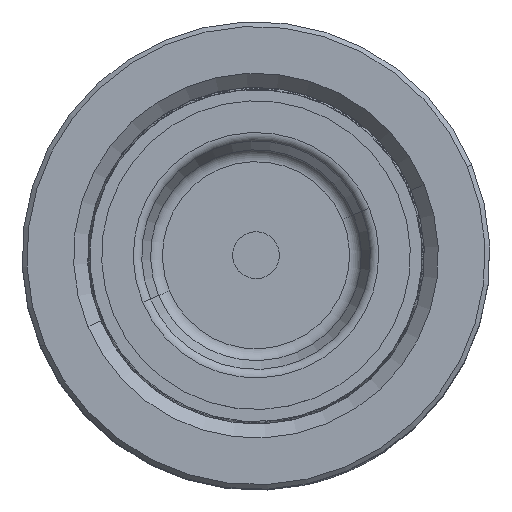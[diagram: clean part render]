
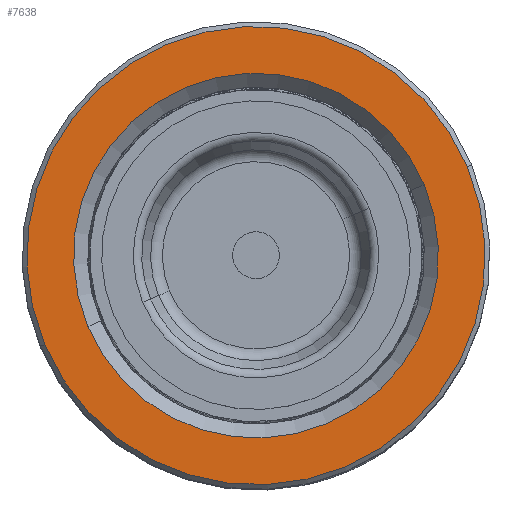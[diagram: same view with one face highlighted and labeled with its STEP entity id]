
A CAD part, top view. The second image highlights one B-rep face of the part: STEP entity #7638.
In plain terms, the highlighted planar face has unit normal (0, 0, 1).
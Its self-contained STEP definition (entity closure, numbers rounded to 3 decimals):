
#604 = DIRECTION ( 'NONE',  ( 1., 0., 0. ) ) ;
#2667 = VERTEX_POINT ( 'NONE', #41197 ) ;
#3086 = DIRECTION ( 'NONE',  ( 1., 0., 0. ) ) ;
#4780 = EDGE_CURVE ( 'NONE', #44722, #2667, #13702, .T. ) ;
#7638 = ADVANCED_FACE ( 'NONE', ( #17166, #17399 ), #13900, .T. ) ;
#10646 = CARTESIAN_POINT ( 'NONE',  ( 0., 0., 50. ) ) ;
#10813 = CIRCLE ( 'NONE', #16739, 24.5 ) ;
#12445 = EDGE_CURVE ( 'NONE', #30865, #40687, #21927, .T. ) ;
#13686 = EDGE_LOOP ( 'NONE', ( #45360, #41324 ) ) ;
#13702 = CIRCLE ( 'NONE', #23392, 24.5 ) ;
#13783 = CARTESIAN_POINT ( 'NONE',  ( 0., 0., 50. ) ) ;
#13900 = PLANE ( 'NONE',  #15148 ) ;
#15148 = AXIS2_PLACEMENT_3D ( 'NONE', #10646, #31595, #28116 ) ;
#15170 = AXIS2_PLACEMENT_3D ( 'NONE', #13783, #27532, #3086 ) ;
#16739 = AXIS2_PLACEMENT_3D ( 'NONE', #18771, #25993, #604 ) ;
#17166 = FACE_OUTER_BOUND ( 'NONE', #24643, .T. ) ;
#17399 = FACE_BOUND ( 'NONE', #13686, .T. ) ;
#17557 = CARTESIAN_POINT ( 'NONE',  ( 19.5, 0., 50. ) ) ;
#17753 = CARTESIAN_POINT ( 'NONE',  ( -24.5, 0., 50. ) ) ;
#18771 = CARTESIAN_POINT ( 'NONE',  ( 0., 0., 50. ) ) ;
#19493 = CARTESIAN_POINT ( 'NONE',  ( 0., 0., 50. ) ) ;
#21927 = CIRCLE ( 'NONE', #15170, 19.5 ) ;
#23111 = DIRECTION ( 'NONE',  ( 0., 0., -1. ) ) ;
#23392 = AXIS2_PLACEMENT_3D ( 'NONE', #19493, #23449, #34344 ) ;
#23449 = DIRECTION ( 'NONE',  ( 0., 0., 1. ) ) ;
#24643 = EDGE_LOOP ( 'NONE', ( #44932, #33292 ) ) ;
#25881 = EDGE_CURVE ( 'NONE', #2667, #44722, #10813, .T. ) ;
#25993 = DIRECTION ( 'NONE',  ( 0., 0., 1. ) ) ;
#27532 = DIRECTION ( 'NONE',  ( 0., 0., -1. ) ) ;
#28116 = DIRECTION ( 'NONE',  ( 1., 0., 0. ) ) ;
#28701 = CIRCLE ( 'NONE', #37619, 19.5 ) ;
#30865 = VERTEX_POINT ( 'NONE', #42571 ) ;
#31595 = DIRECTION ( 'NONE',  ( 0., 0., 1. ) ) ;
#33292 = ORIENTED_EDGE ( 'NONE', *, *, #25881, .T. ) ;
#34196 = EDGE_CURVE ( 'NONE', #40687, #30865, #28701, .T. ) ;
#34344 = DIRECTION ( 'NONE',  ( 1., 0., 0. ) ) ;
#37279 = DIRECTION ( 'NONE',  ( 1., 0., 0. ) ) ;
#37619 = AXIS2_PLACEMENT_3D ( 'NONE', #43620, #23111, #37279 ) ;
#40687 = VERTEX_POINT ( 'NONE', #17557 ) ;
#41197 = CARTESIAN_POINT ( 'NONE',  ( 24.5, 0., 50. ) ) ;
#41324 = ORIENTED_EDGE ( 'NONE', *, *, #12445, .T. ) ;
#42571 = CARTESIAN_POINT ( 'NONE',  ( -19.5, 0., 50. ) ) ;
#43620 = CARTESIAN_POINT ( 'NONE',  ( 0., 0., 50. ) ) ;
#44722 = VERTEX_POINT ( 'NONE', #17753 ) ;
#44932 = ORIENTED_EDGE ( 'NONE', *, *, #4780, .T. ) ;
#45360 = ORIENTED_EDGE ( 'NONE', *, *, #34196, .T. ) ;
